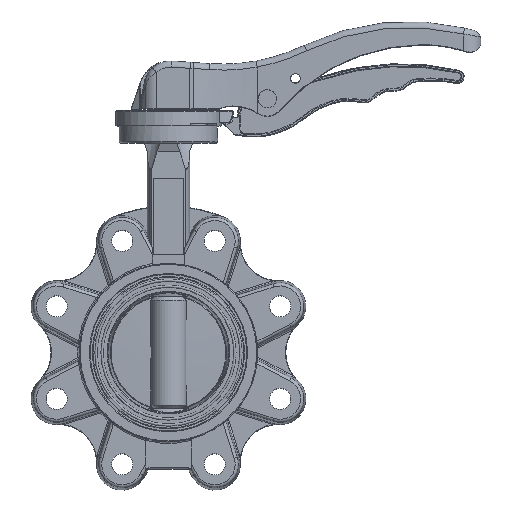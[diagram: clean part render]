
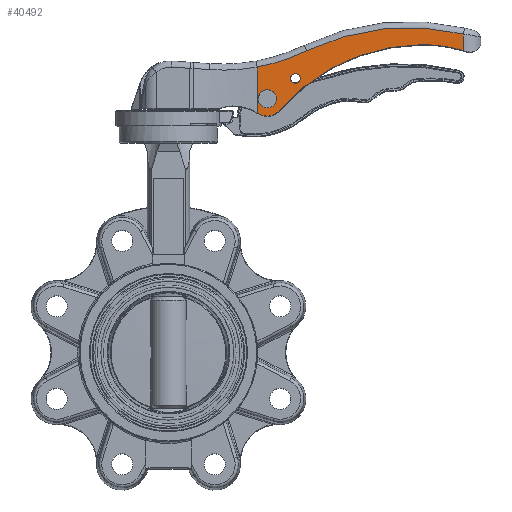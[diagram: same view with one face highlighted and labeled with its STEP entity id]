
A CAD part, top view. The second image highlights one B-rep face of the part: STEP entity #40492.
In plain terms, the highlighted planar face has unit normal (0, 0, 1).
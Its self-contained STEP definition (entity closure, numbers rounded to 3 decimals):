
#4869 = CARTESIAN_POINT ( 'NONE',  ( 168.179, 203.83, 11.75 ) ) ;
#4910 = CARTESIAN_POINT ( 'NONE',  ( 73.632, 160.358, 11.75 ) ) ;
#4945 = FACE_BOUND ( 'NONE', #51985, .T. ) ;
#4949 = AXIS2_PLACEMENT_3D ( 'NONE', #4962, #4961, #4960 ) ;
#4950 = FACE_OUTER_BOUND ( 'NONE', #42208, .T. ) ;
#4951 = PLANE ( 'NONE',  #4949 ) ;
#4956 = FACE_BOUND ( 'NONE', #51940, .T. ) ;
#4960 = DIRECTION ( 'NONE',  ( -1., 0., 0. ) ) ;
#4961 = DIRECTION ( 'NONE',  ( 0., 0., -1. ) ) ;
#4962 = CARTESIAN_POINT ( 'NONE',  ( 58.66, 246.4, 11.75 ) ) ;
#5070 = CARTESIAN_POINT ( 'NONE',  ( 195., 199.917, 11.75 ) ) ;
#6516 = DIRECTION ( 'NONE',  ( -1., 0., 0. ) ) ;
#6517 = DIRECTION ( 'NONE',  ( 0., 0., -1. ) ) ;
#6520 = CARTESIAN_POINT ( 'NONE',  ( 168.415, 111.58, 11.75 ) ) ;
#6521 = AXIS2_PLACEMENT_3D ( 'NONE', #6520, #6517, #6516 ) ;
#6523 = CIRCLE ( 'NONE', #6521, 92.25 ) ;
#7417 = CARTESIAN_POINT ( 'NONE',  ( 168.5, 78.58, 11.75 ) ) ;
#7420 = AXIS2_PLACEMENT_3D ( 'NONE', #7417, #7463, #7462 ) ;
#7462 = DIRECTION ( 'NONE',  ( -1., 0., 0. ) ) ;
#7463 = DIRECTION ( 'NONE',  ( 0., 0., -1. ) ) ;
#7489 = CIRCLE ( 'NONE', #7420, 125.25 ) ;
#24876 = ORIENTED_EDGE ( 'NONE', *, *, #51943, .F. ) ;
#26843 = CARTESIAN_POINT ( 'NONE',  ( 59.5, 167.9, 11.75 ) ) ;
#26846 = VERTEX_POINT ( 'NONE', #26843 ) ;
#26853 = CARTESIAN_POINT ( 'NONE',  ( 80.85, 181.4, 11.75 ) ) ;
#26856 = VERTEX_POINT ( 'NONE', #26853 ) ;
#29198 = DIRECTION ( 'NONE',  ( 0., -1., 0. ) ) ;
#29199 = VECTOR ( 'NONE', #29198, 1000. ) ;
#29200 = CARTESIAN_POINT ( 'NONE',  ( 195., 246.4, 11.75 ) ) ;
#29201 = LINE ( 'NONE', #29200, #29199 ) ;
#29204 = CIRCLE ( 'NONE', #29256, 129. ) ;
#29210 = CARTESIAN_POINT ( 'NONE',  ( 58.66, 158.725, 11.75 ) ) ;
#29228 = CARTESIAN_POINT ( 'NONE',  ( 59.306, 158.316, 11.75 ) ) ;
#29232 = DIRECTION ( 'NONE',  ( -1., 0., 0. ) ) ;
#29233 = DIRECTION ( 'NONE',  ( 0., 0., -1. ) ) ;
#29235 = CARTESIAN_POINT ( 'NONE',  ( 84., 181.4, 11.75 ) ) ;
#29236 = AXIS2_PLACEMENT_3D ( 'NONE', #29235, #29233, #29232 ) ;
#29237 = CIRCLE ( 'NONE', #29236, 3.15 ) ;
#29253 = DIRECTION ( 'NONE',  ( -1., 0., 0. ) ) ;
#29254 = DIRECTION ( 'NONE',  ( 0., 0., -1. ) ) ;
#29255 = CARTESIAN_POINT ( 'NONE',  ( 35.5, 315.943, 11.75 ) ) ;
#29256 = AXIS2_PLACEMENT_3D ( 'NONE', #29255, #29254, #29253 ) ;
#29260 = CARTESIAN_POINT ( 'NONE',  ( 91.468, 199.716, 11.75 ) ) ;
#29272 = AXIS2_PLACEMENT_3D ( 'NONE', #29338, #29337, #29336 ) ;
#29283 = DIRECTION ( 'NONE',  ( -1., 0., 0. ) ) ;
#29284 = DIRECTION ( 'NONE',  ( 0., 0., -1. ) ) ;
#29285 = CARTESIAN_POINT ( 'NONE',  ( 42.66, 132.7, 11.75 ) ) ;
#29286 = AXIS2_PLACEMENT_3D ( 'NONE', #29285, #29284, #29283 ) ;
#29287 = CIRCLE ( 'NONE', #29286, 30.55 ) ;
#29288 = AXIS2_PLACEMENT_3D ( 'NONE', #29343, #29342, #29341 ) ;
#29289 = DIRECTION ( 'NONE',  ( 0., -1., 0. ) ) ;
#29290 = VECTOR ( 'NONE', #29289, 1000. ) ;
#29291 = CARTESIAN_POINT ( 'NONE',  ( 58.66, 246.4, 11.75 ) ) ;
#29292 = LINE ( 'NONE', #29291, #29290 ) ;
#29294 = CARTESIAN_POINT ( 'NONE',  ( 195., 210.873, 11.75 ) ) ;
#29336 = DIRECTION ( 'NONE',  ( -1., 0., 0. ) ) ;
#29337 = DIRECTION ( 'NONE',  ( 0., 0., 1. ) ) ;
#29338 = CARTESIAN_POINT ( 'NONE',  ( 158.932, 59.614, 11.75 ) ) ;
#29341 = DIRECTION ( 'NONE',  ( -1., 0., 0. ) ) ;
#29342 = DIRECTION ( 'NONE',  ( 0., 0., 1. ) ) ;
#29343 = CARTESIAN_POINT ( 'NONE',  ( 65.3, 167.54, 11.75 ) ) ;
#29344 = CIRCLE ( 'NONE', #29288, 11. ) ;
#29345 = CIRCLE ( 'NONE', #29272, 155.5 ) ;
#29346 = CARTESIAN_POINT ( 'NONE',  ( 58.66, 189.039, 11.75 ) ) ;
#29358 = DIRECTION ( 'NONE',  ( -1., 0., 0. ) ) ;
#29359 = DIRECTION ( 'NONE',  ( 0., 0., -1. ) ) ;
#29360 = CARTESIAN_POINT ( 'NONE',  ( 65.5, 167.9, 11.75 ) ) ;
#29361 = AXIS2_PLACEMENT_3D ( 'NONE', #29360, #29359, #29358 ) ;
#29362 = CIRCLE ( 'NONE', #29361, 6. ) ;
#40431 = VERTEX_POINT ( 'NONE', #4869 ) ;
#40452 = VERTEX_POINT ( 'NONE', #4910 ) ;
#40489 = ORIENTED_EDGE ( 'NONE', *, *, #42188, .T. ) ;
#40492 = ADVANCED_FACE ( 'NONE', ( #4950, #4956, #4945 ), #4951, .F. ) ;
#40567 = VERTEX_POINT ( 'NONE', #5070 ) ;
#42163 = ORIENTED_EDGE ( 'NONE', *, *, #42281, .T. ) ;
#42188 = EDGE_CURVE ( 'NONE', #40431, #40567, #6523, .T. ) ;
#42208 = EDGE_LOOP ( 'NONE', ( #42163, #40489, #24876, #51948, #51957, #51958, #51986, #51993 ) ) ;
#42281 = EDGE_CURVE ( 'NONE', #40452, #40431, #7489, .T. ) ;
#51933 = VERTEX_POINT ( 'NONE', #29228 ) ;
#51940 = EDGE_LOOP ( 'NONE', ( #51961 ) ) ;
#51943 = EDGE_CURVE ( 'NONE', #51987, #40567, #29201, .T. ) ;
#51948 = ORIENTED_EDGE ( 'NONE', *, *, #51991, .T. ) ;
#51949 = EDGE_CURVE ( 'NONE', #51950, #51994, #29204, .T. ) ;
#51950 = VERTEX_POINT ( 'NONE', #29260 ) ;
#51952 = VERTEX_POINT ( 'NONE', #29210 ) ;
#51957 = ORIENTED_EDGE ( 'NONE', *, *, #51949, .T. ) ;
#51958 = ORIENTED_EDGE ( 'NONE', *, *, #51984, .T. ) ;
#51959 = EDGE_CURVE ( 'NONE', #26856, #26856, #29237, .T. ) ;
#51960 = ORIENTED_EDGE ( 'NONE', *, *, #52002, .T. ) ;
#51961 = ORIENTED_EDGE ( 'NONE', *, *, #51959, .T. ) ;
#51962 = EDGE_CURVE ( 'NONE', #51952, #51933, #29287, .T. ) ;
#51984 = EDGE_CURVE ( 'NONE', #51994, #51952, #29292, .T. ) ;
#51985 = EDGE_LOOP ( 'NONE', ( #51960 ) ) ;
#51986 = ORIENTED_EDGE ( 'NONE', *, *, #51962, .T. ) ;
#51987 = VERTEX_POINT ( 'NONE', #29294 ) ;
#51990 = EDGE_CURVE ( 'NONE', #51933, #40452, #29344, .T. ) ;
#51991 = EDGE_CURVE ( 'NONE', #51987, #51950, #29345, .T. ) ;
#51993 = ORIENTED_EDGE ( 'NONE', *, *, #51990, .T. ) ;
#51994 = VERTEX_POINT ( 'NONE', #29346 ) ;
#52002 = EDGE_CURVE ( 'NONE', #26846, #26846, #29362, .T. ) ;
